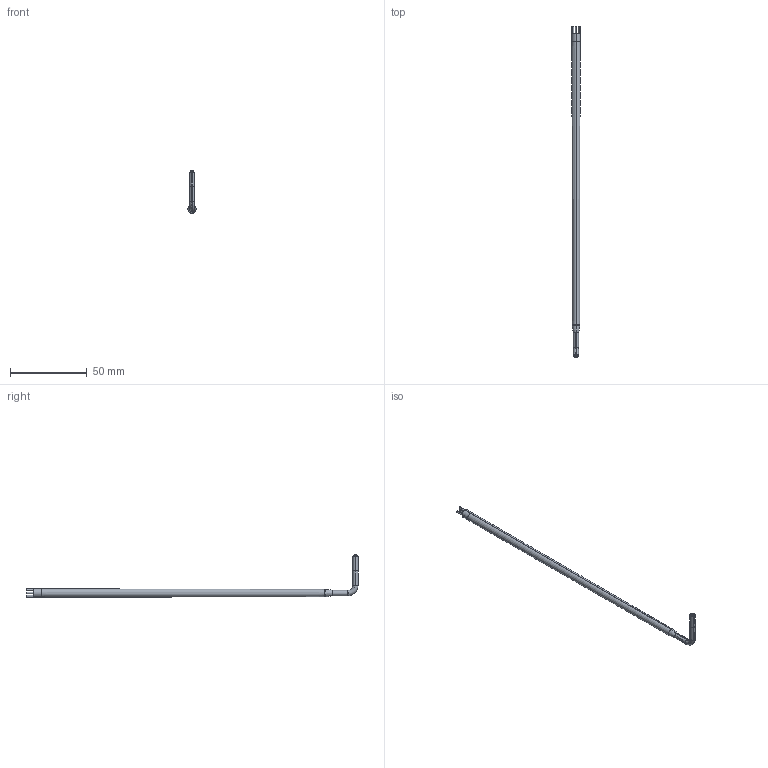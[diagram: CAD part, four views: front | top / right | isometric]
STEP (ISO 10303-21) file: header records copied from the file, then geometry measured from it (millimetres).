
FILE_DESCRIPTION (( 'STEP AP203' ), '1' );
FILE_NAME ('5傍橇肺宏.STEP', '2020-01-13T14:48:13', ( '' ), ( '' ), 'SwSTEP 2.0', 'SolidWorks 2018', '' );
FILE_SCHEMA (( 'CONFIG_CONTROL_DESIGN' ));
Length unit declared in the file: millimetre
Products named in the file (1): 5奢Щ煎粽
Bounding box: 5.5 x 216.5 x 27.75 mm (x, y, z)
Volume: 597.7 mm3; surface area: 14541.7 mm2
Topology: 3 solids, 3 shells, 137 faces, 325 edges, 196 vertices
Faces by surface type: cylinder 75, bspline 32, torus 12, plane 12, cone 6
Entity records: 6961 total; most frequent: CARTESIAN_POINT 3849, ORIENTED_EDGE 650, DIRECTION 614, EDGE_CURVE 325, AXIS2_PLACEMENT_3D 265, VERTEX_POINT 196, EDGE_LOOP 163, CIRCLE 159
